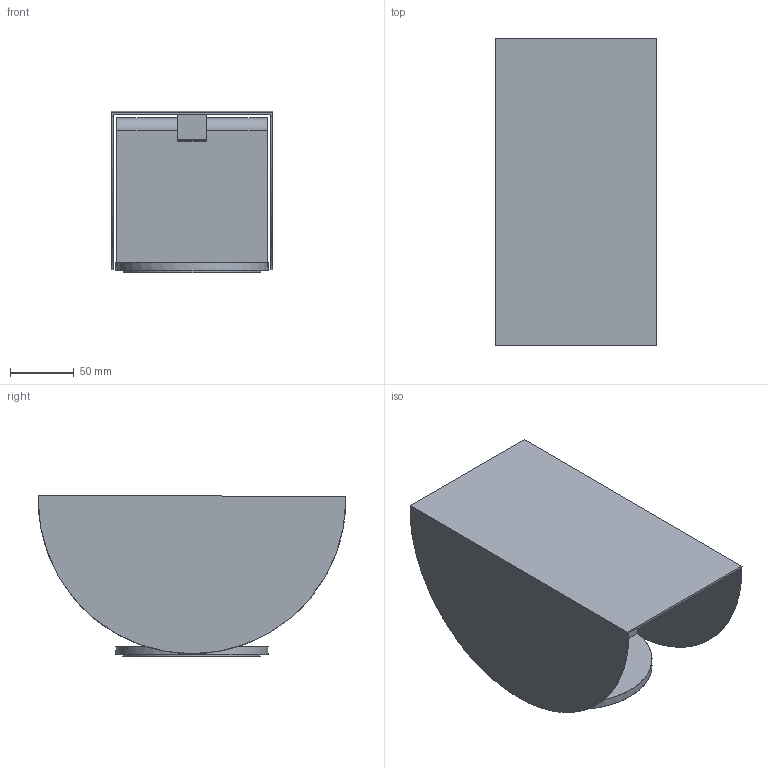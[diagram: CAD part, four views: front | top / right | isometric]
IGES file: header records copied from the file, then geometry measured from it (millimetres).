
Start section: SolidWorks IGES file using analytic representation for surfaces
Global section: file name: CORAS - Cora Sconce.IGS; native system: SolidWorks 2015; preprocessor: SolidWorks 2015; author: Design; date: 190222.135604; units: millimetre
Bounding box: 127 x 241.31 x 126.87 mm (x, y, z)
Surface area: 215296.2 mm2 (no closed solid volume)
Topology: 0 solids, 0 shells, 118 faces, 2054 edges, 2050 vertices
Faces by surface type: revolution 68, bspline 50
